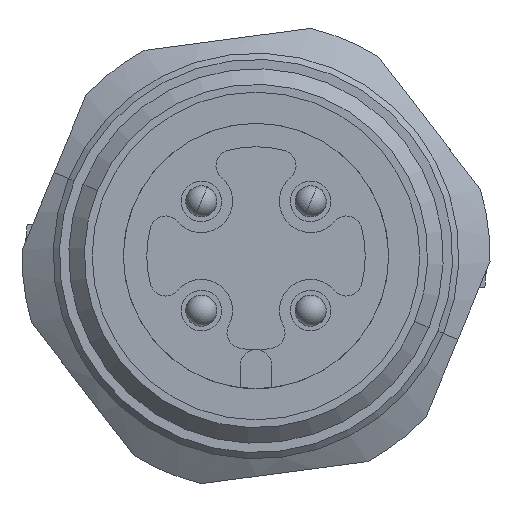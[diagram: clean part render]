
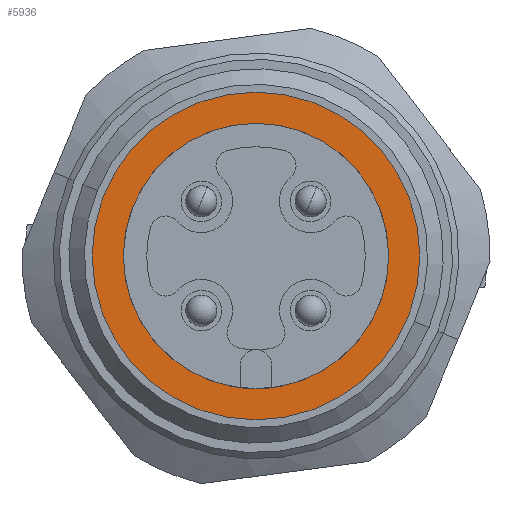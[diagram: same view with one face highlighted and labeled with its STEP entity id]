
A CAD part, left-side view. The second image highlights one B-rep face of the part: STEP entity #5936.
In plain terms, the highlighted planar face has unit normal (-1, 0, 0).
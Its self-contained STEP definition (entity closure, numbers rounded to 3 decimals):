
#1410=CARTESIAN_POINT('',(4.719,9.848,-48.893));
#1411=DIRECTION('',(1.,0.,0.));
#1412=DIRECTION('',(0.,0.,-1.));
#1413=AXIS2_PLACEMENT_3D('',#1410,#1411,#1412);
#1415=CARTESIAN_POINT('',(4.719,9.848,-48.893));
#1416=DIRECTION('',(1.,0.,0.));
#1417=DIRECTION('',(0.,0.,1.));
#1418=AXIS2_PLACEMENT_3D('',#1415,#1416,#1417);
#1420=CARTESIAN_POINT('',(4.719,9.848,-48.893));
#1421=DIRECTION('',(-1.,0.,0.));
#1422=DIRECTION('',(0.,0.,1.));
#1423=AXIS2_PLACEMENT_3D('',#1420,#1421,#1422);
#1425=CARTESIAN_POINT('',(4.719,9.848,-48.893));
#1426=DIRECTION('',(-1.,0.,0.));
#1427=DIRECTION('',(0.,0.,-1.));
#1428=AXIS2_PLACEMENT_3D('',#1425,#1426,#1427);
#4208=CARTESIAN_POINT('',(4.719,9.848,-54.143));
#4209=CARTESIAN_POINT('',(4.719,9.848,-43.643));
#4210=VERTEX_POINT('',#4208);
#4211=VERTEX_POINT('',#4209);
#4212=CARTESIAN_POINT('',(4.719,9.848,-44.643));
#4213=CARTESIAN_POINT('',(4.719,9.848,-53.143));
#4214=VERTEX_POINT('',#4212);
#4215=VERTEX_POINT('',#4213);
#5921=CARTESIAN_POINT('',(4.719,9.848,-48.893));
#5922=DIRECTION('',(1.,0.,0.));
#5923=DIRECTION('',(0.,0.,-1.));
#5924=AXIS2_PLACEMENT_3D('',#5921,#5922,#5923);
#5925=PLANE('',#5924);
#5926=ORIENTED_EDGE('',*,*,#5901,.T.);
#5927=ORIENTED_EDGE('',*,*,#5915,.T.);
#5928=EDGE_LOOP('',(#5926,#5927));
#5929=FACE_OUTER_BOUND('',#5928,.F.);
#5931=ORIENTED_EDGE('',*,*,#5930,.T.);
#5933=ORIENTED_EDGE('',*,*,#5932,.T.);
#5934=EDGE_LOOP('',(#5931,#5933));
#5935=FACE_BOUND('',#5934,.F.);
#1414=CIRCLE('',#1413,5.25);
#1419=CIRCLE('',#1418,5.25);
#1424=CIRCLE('',#1423,4.25);
#1429=CIRCLE('',#1428,4.25);
#5901=EDGE_CURVE('',#4210,#4211,#1414,.T.);
#5915=EDGE_CURVE('',#4211,#4210,#1419,.T.);
#5930=EDGE_CURVE('',#4214,#4215,#1424,.T.);
#5932=EDGE_CURVE('',#4215,#4214,#1429,.T.);
#5936=ADVANCED_FACE('',(#5929,#5935),#5925,.F.);
